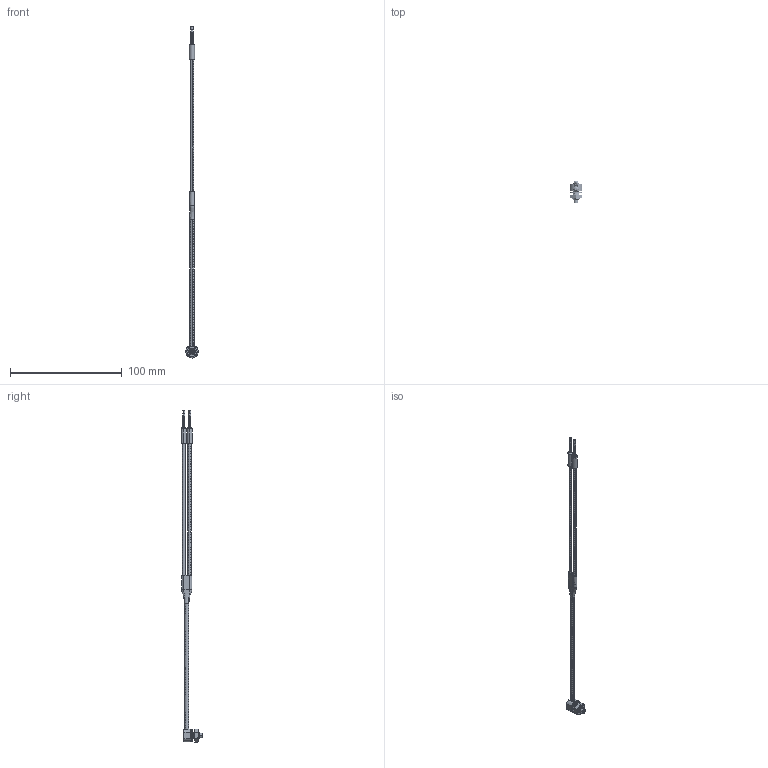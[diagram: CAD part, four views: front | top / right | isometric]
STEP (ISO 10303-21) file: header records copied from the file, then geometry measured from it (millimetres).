
FILE_DESCRIPTION((''),'2;1');
FILE_NAME('193398_ASM','2016-03-02T',('pdmadmin'),(''),'PRO/ENGINEER BY PARAMETRIC TECHNOLOGY CORPORATION, 2013230','PRO/ENGINEER BY PARAMETRIC TECHNOLOGY CORPORATION, 2013230','');
FILE_SCHEMA(('CONFIG_CONTROL_DESIGN'));
Length unit declared in the file: inch
Products named in the file (10): 111770; 110533; 110532; 110534; 145903; 30920; 111402; FIBER_CORE_020_X_; 90608_ASM; 193398_ASM
Assembly tree (12 placements, depth 3):
  193398_ASM
    90608_ASM
      111770
      110533  x2
      110532  x2
      110534
      145903
      30920
      111402
      FIBER_CORE_020_X_  x2
Bounding box: 11 x 19.34 x 297.07 mm (x, y, z)
Volume: 2393.8 mm3; surface area: 15947.6 mm2
Topology: 14 solids, 15 shells, 1138 faces, 2335 edges, 1225 vertices
Faces by surface type: torus 400, cone 270, bspline 206, cylinder 206, plane 56
Entity records: 45097 total; most frequent: CARTESIAN_POINT 31243, DIRECTION 2976, ORIENTED_EDGE 2758, EDGE_CURVE 1381, AXIS2_PLACEMENT_3D 1246, VERTEX_POINT 741, CIRCLE 695, EDGE_LOOP 674
